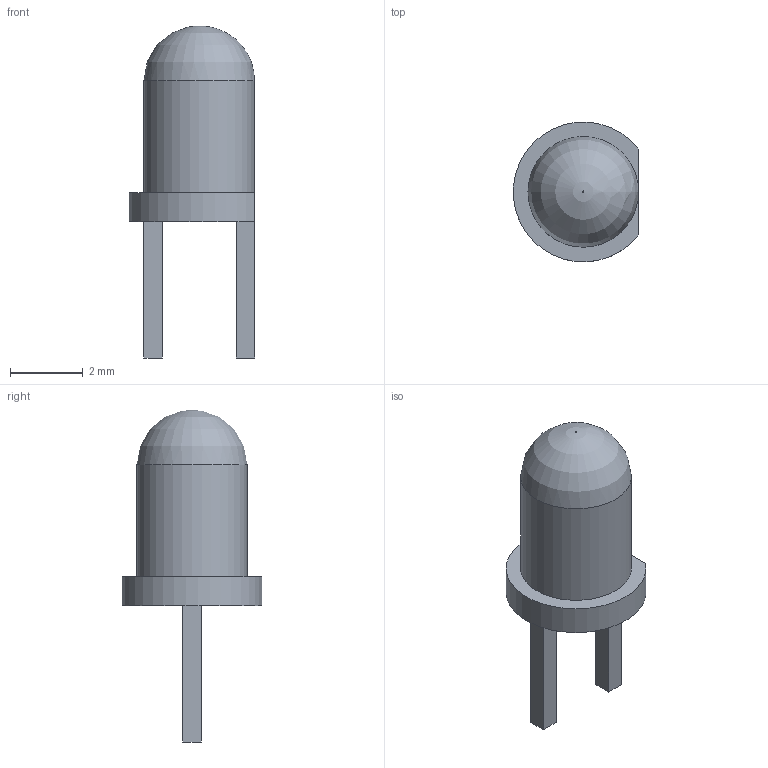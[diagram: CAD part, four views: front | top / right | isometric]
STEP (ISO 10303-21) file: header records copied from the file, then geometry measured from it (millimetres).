
FILE_DESCRIPTION(('FreeCAD Model'),'2;1');
FILE_NAME('LED 3mm Green.step', '2020-07-18T12:10:23',('Author'),(''), 'Open CASCADE STEP processor 7.3','FreeCAD','Unknown');
FILE_SCHEMA(('AUTOMOTIVE_DESIGN { 1 0 10303 214 1 1 1 1 }'));
Length unit declared in the file: millimetre
Products named in the file (4): LED_3mm_Green_3mm_Leads; LEDBody; Lead1Body; Lead2Body
Assembly tree (3 placements, depth 2):
  LED_3mm_Green_3mm_Leads
    LEDBody
    Lead1Body
    Lead2Body
Bounding box: 3.44 x 3.84 x 9.13 mm (x, y, z)
Volume: 39.4 mm3; surface area: 84.9 mm2
Topology: 3 solids, 3 shells, 41 faces, 86 edges, 53 vertices
Faces by surface type: plane 27, cylinder 12, torus 1, revolution 1
Full cylindrical faces by diameter (mm): 3.04 x1
Entity records: 2448 total; most frequent: CARTESIAN_POINT 572, DIRECTION 339, LINE 213, VECTOR 213, ORIENTED_EDGE 172, PCURVE 172, DEFINITIONAL_REPRESENTATION 172, EDGE_CURVE 86
